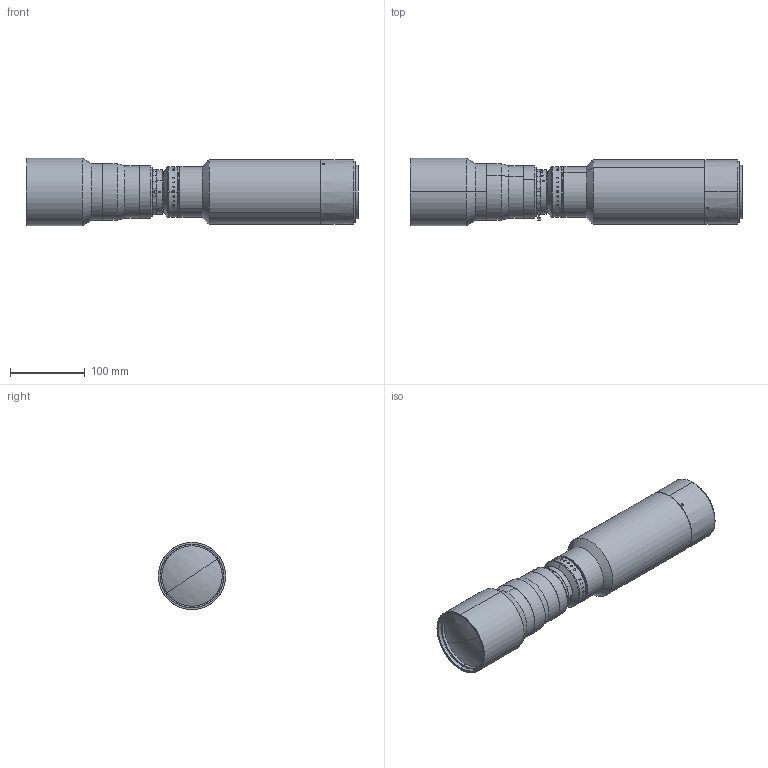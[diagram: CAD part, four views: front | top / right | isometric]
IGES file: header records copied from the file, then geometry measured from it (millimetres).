
Start section: SolidWorks IGES file using analytic representation for surfaces
Global section: file name: XF-PTL06562-M72-11.48-VI.IGS,15; native system: HSolidWorks 2014; preprocessor: SolidWorks 2014; author: canrill005; date: 190613.162446; units: millimetre
Bounding box: 444.43 x 90 x 90 mm (x, y, z)
Surface area: 153991.7 mm2 (no closed solid volume)
Topology: 0 solids, 0 shells, 244 faces, 8565 edges, 8560 vertices
Faces by surface type: revolution 196, bspline 48
